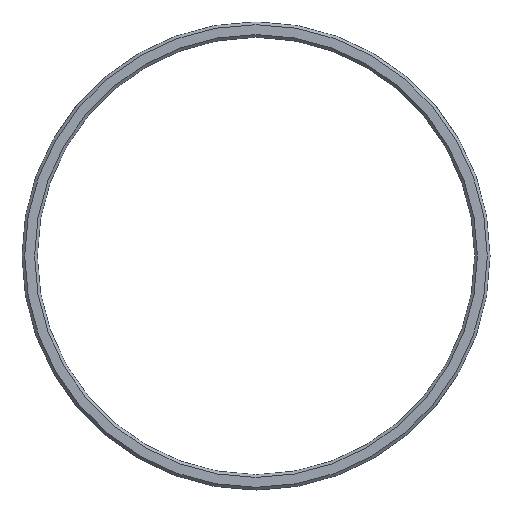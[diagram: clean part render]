
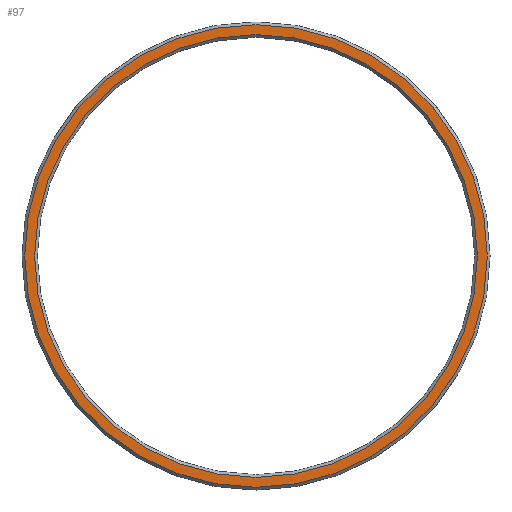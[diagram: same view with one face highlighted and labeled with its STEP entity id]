
A CAD part, front view. The second image highlights one B-rep face of the part: STEP entity #97.
In plain terms, the highlighted planar face has unit normal (0, -1, 0).
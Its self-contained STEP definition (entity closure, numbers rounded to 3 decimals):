
#2 = CIRCLE ( 'NONE', #513, 24.45 ) ;
#3 = CARTESIAN_POINT ( 'NONE',  ( 0., 0., 0. ) ) ;
#6 = VERTEX_POINT ( 'NONE', #512 ) ;
#25 = DIRECTION ( 'NONE',  ( 0., 0., 1. ) ) ;
#43 = CARTESIAN_POINT ( 'NONE',  ( 0., 0., -25.545 ) ) ;
#68 = AXIS2_PLACEMENT_3D ( 'NONE', #3, #172, #639 ) ;
#73 = DIRECTION ( 'NONE',  ( 0., -1., 0. ) ) ;
#77 = DIRECTION ( 'NONE',  ( 0., 1., 0. ) ) ;
#81 = CARTESIAN_POINT ( 'NONE',  ( 0., 0., 0. ) ) ;
#97 = ADVANCED_FACE ( 'NONE', ( #575, #407 ), #344, .F. ) ;
#123 = CARTESIAN_POINT ( 'NONE',  ( 0., 0., 0. ) ) ;
#127 = VERTEX_POINT ( 'NONE', #580 ) ;
#168 = AXIS2_PLACEMENT_3D ( 'NONE', #553, #77, #473 ) ;
#172 = DIRECTION ( 'NONE',  ( 0., -1., 0. ) ) ;
#186 = ORIENTED_EDGE ( 'NONE', *, *, #699, .T. ) ;
#269 = AXIS2_PLACEMENT_3D ( 'NONE', #81, #73, #25 ) ;
#292 = CIRCLE ( 'NONE', #269, 25.545 ) ;
#305 = ORIENTED_EDGE ( 'NONE', *, *, #332, .T. ) ;
#332 = EDGE_CURVE ( 'NONE', #6, #509, #292, .T. ) ;
#341 = DIRECTION ( 'NONE',  ( 0., 1., 0. ) ) ;
#344 = PLANE ( 'NONE',  #753 ) ;
#348 = CIRCLE ( 'NONE', #68, 25.545 ) ;
#380 = ORIENTED_EDGE ( 'NONE', *, *, #582, .T. ) ;
#388 = ORIENTED_EDGE ( 'NONE', *, *, #666, .T. ) ;
#407 = FACE_OUTER_BOUND ( 'NONE', #545, .T. ) ;
#412 = CIRCLE ( 'NONE', #168, 24.45 ) ;
#473 = DIRECTION ( 'NONE',  ( 0., 0., 1. ) ) ;
#509 = VERTEX_POINT ( 'NONE', #43 ) ;
#512 = CARTESIAN_POINT ( 'NONE',  ( 0., 0., 25.545 ) ) ;
#513 = AXIS2_PLACEMENT_3D ( 'NONE', #596, #601, #591 ) ;
#526 = EDGE_LOOP ( 'NONE', ( #388, #186 ) ) ;
#532 = CARTESIAN_POINT ( 'NONE',  ( 0., 0., -24.45 ) ) ;
#545 = EDGE_LOOP ( 'NONE', ( #305, #380 ) ) ;
#553 = CARTESIAN_POINT ( 'NONE',  ( 0., 0., 0. ) ) ;
#575 = FACE_BOUND ( 'NONE', #526, .T. ) ;
#580 = CARTESIAN_POINT ( 'NONE',  ( 0., 0., 24.45 ) ) ;
#581 = VERTEX_POINT ( 'NONE', #532 ) ;
#582 = EDGE_CURVE ( 'NONE', #509, #6, #348, .T. ) ;
#591 = DIRECTION ( 'NONE',  ( 0., 0., 1. ) ) ;
#596 = CARTESIAN_POINT ( 'NONE',  ( 0., 0., 0. ) ) ;
#601 = DIRECTION ( 'NONE',  ( 0., 1., 0. ) ) ;
#639 = DIRECTION ( 'NONE',  ( 0., 0., 1. ) ) ;
#666 = EDGE_CURVE ( 'NONE', #581, #127, #2, .T. ) ;
#699 = EDGE_CURVE ( 'NONE', #127, #581, #412, .T. ) ;
#700 = DIRECTION ( 'NONE',  ( 1., 0., 0. ) ) ;
#753 = AXIS2_PLACEMENT_3D ( 'NONE', #123, #341, #700 ) ;
